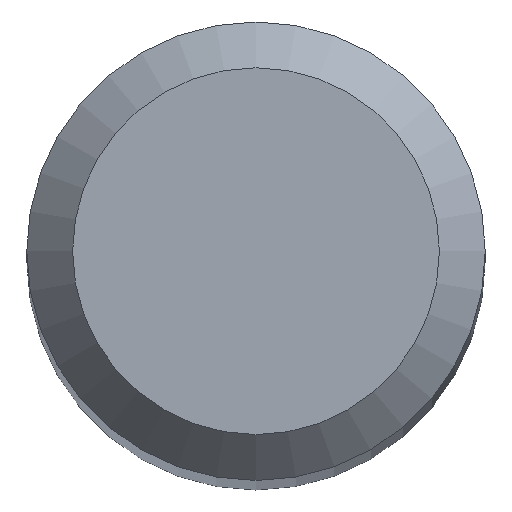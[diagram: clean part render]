
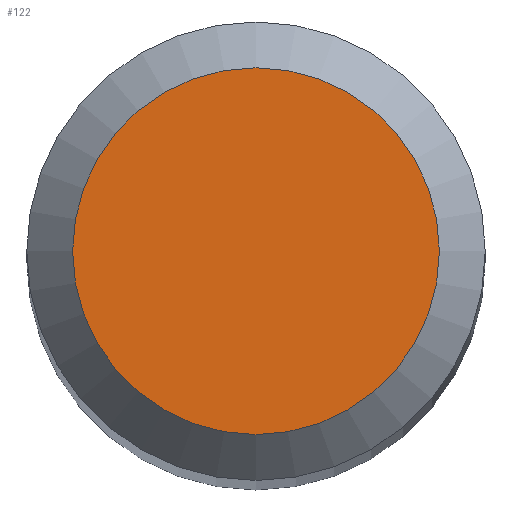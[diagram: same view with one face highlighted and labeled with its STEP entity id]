
A CAD part, top view. The second image highlights one B-rep face of the part: STEP entity #122.
In plain terms, the highlighted planar face has unit normal (0, 0, 1).
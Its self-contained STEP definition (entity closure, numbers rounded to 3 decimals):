
#24 = CARTESIAN_POINT ( 'NONE',  ( 0., 1., 43. ) ) ;
#32 = AXIS2_PLACEMENT_3D ( 'NONE', #70, #41, #205 ) ;
#41 = DIRECTION ( 'NONE',  ( 0., 0., -1. ) ) ;
#43 = PLANE ( 'NONE',  #32 ) ;
#66 = ORIENTED_EDGE ( 'NONE', *, *, #77, .F. ) ;
#70 = CARTESIAN_POINT ( 'NONE',  ( 0., 0., 43. ) ) ;
#77 = EDGE_CURVE ( 'NONE', #83, #83, #103, .T. ) ;
#83 = VERTEX_POINT ( 'NONE', #24 ) ;
#103 = CIRCLE ( 'NONE', #136, 1. ) ;
#115 = DIRECTION ( 'NONE',  ( 0., 1., 0. ) ) ;
#116 = CARTESIAN_POINT ( 'NONE',  ( 0., 0., 43. ) ) ;
#122 = ADVANCED_FACE ( 'NONE', ( #165 ), #43, .F. ) ;
#136 = AXIS2_PLACEMENT_3D ( 'NONE', #116, #187, #115 ) ;
#165 = FACE_OUTER_BOUND ( 'NONE', #178, .T. ) ;
#178 = EDGE_LOOP ( 'NONE', ( #66 ) ) ;
#187 = DIRECTION ( 'NONE',  ( 0., 0., -1. ) ) ;
#205 = DIRECTION ( 'NONE',  ( 0., 1., 0. ) ) ;
